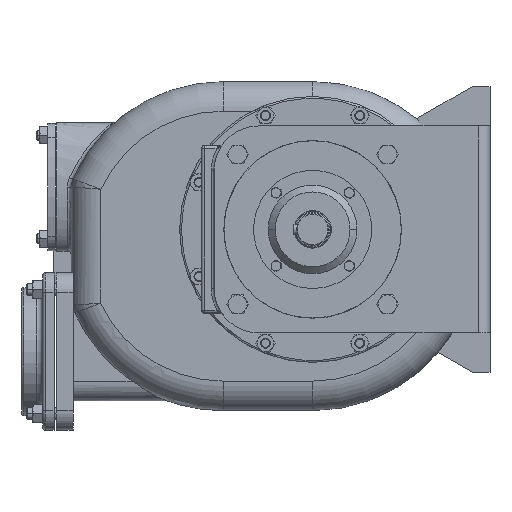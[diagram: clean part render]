
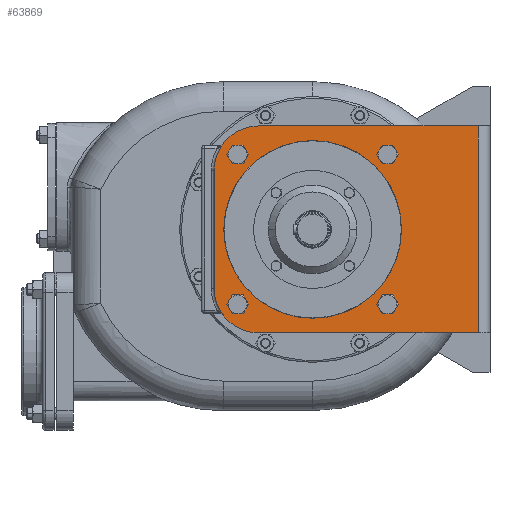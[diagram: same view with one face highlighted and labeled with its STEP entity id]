
A CAD part, left-side view. The second image highlights one B-rep face of the part: STEP entity #63869.
In plain terms, the highlighted planar face has unit normal (-1, 0, 0).
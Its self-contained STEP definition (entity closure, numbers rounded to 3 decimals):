
#20558=DIRECTION('',(0.,0.,1.));
#20559=VECTOR('',#20558,210.);
#20560=CARTESIAN_POINT('',(-419.5,12.,-105.));
#20561=LINE('',#20560,#20559);
#20737=CARTESIAN_POINT('',(-419.5,235.,-60.));
#20738=DIRECTION('',(1.,0.,0.));
#20739=DIRECTION('',(0.,0.,-1.));
#20740=AXIS2_PLACEMENT_3D('',#20737,#20738,#20739);
#20742=DIRECTION('',(0.,0.,1.));
#20743=VECTOR('',#20742,120.);
#20744=CARTESIAN_POINT('',(-419.5,280.,-60.));
#20745=LINE('',#20744,#20743);
#20746=CARTESIAN_POINT('',(-419.5,235.,60.));
#20747=DIRECTION('',(1.,0.,0.));
#20748=DIRECTION('',(0.,1.,0.));
#20749=AXIS2_PLACEMENT_3D('',#20746,#20747,#20748);
#20751=DIRECTION('',(0.,-1.,0.));
#20752=VECTOR('',#20751,223.);
#20753=CARTESIAN_POINT('',(-419.5,235.,105.));
#20754=LINE('',#20753,#20752);
#20755=DIRECTION('',(0.,1.,0.));
#20756=VECTOR('',#20755,223.);
#20757=CARTESIAN_POINT('',(-419.5,12.,-105.));
#20758=LINE('',#20757,#20756);
#20759=CARTESIAN_POINT('',(-419.5,180.,0.));
#20760=DIRECTION('',(-1.,0.,0.));
#20761=DIRECTION('',(0.,-1.,0.));
#20762=AXIS2_PLACEMENT_3D('',#20759,#20760,#20761);
#20764=CARTESIAN_POINT('',(-419.5,180.,0.));
#20765=DIRECTION('',(-1.,0.,0.));
#20766=DIRECTION('',(0.,1.,0.));
#20767=AXIS2_PLACEMENT_3D('',#20764,#20765,#20766);
#20769=CARTESIAN_POINT('',(-419.5,256.014,76.014));
#20770=DIRECTION('',(1.,0.,0.));
#20771=DIRECTION('',(0.,0.,-1.));
#20772=AXIS2_PLACEMENT_3D('',#20769,#20770,#20771);
#20774=CARTESIAN_POINT('',(-419.5,256.014,76.014));
#20775=DIRECTION('',(1.,0.,0.));
#20776=DIRECTION('',(0.,0.,1.));
#20777=AXIS2_PLACEMENT_3D('',#20774,#20775,#20776);
#20779=CARTESIAN_POINT('',(-419.5,256.014,-76.014));
#20780=DIRECTION('',(1.,0.,0.));
#20781=DIRECTION('',(0.,0.,-1.));
#20782=AXIS2_PLACEMENT_3D('',#20779,#20780,#20781);
#20784=CARTESIAN_POINT('',(-419.5,256.014,-76.014));
#20785=DIRECTION('',(1.,0.,0.));
#20786=DIRECTION('',(0.,0.,1.));
#20787=AXIS2_PLACEMENT_3D('',#20784,#20785,#20786);
#20789=CARTESIAN_POINT('',(-419.5,103.986,-76.014));
#20790=DIRECTION('',(1.,0.,0.));
#20791=DIRECTION('',(0.,0.,-1.));
#20792=AXIS2_PLACEMENT_3D('',#20789,#20790,#20791);
#20794=CARTESIAN_POINT('',(-419.5,103.986,-76.014));
#20795=DIRECTION('',(1.,0.,0.));
#20796=DIRECTION('',(0.,0.,1.));
#20797=AXIS2_PLACEMENT_3D('',#20794,#20795,#20796);
#20799=CARTESIAN_POINT('',(-419.5,103.986,76.014));
#20800=DIRECTION('',(1.,0.,0.));
#20801=DIRECTION('',(0.,0.,-1.));
#20802=AXIS2_PLACEMENT_3D('',#20799,#20800,#20801);
#20804=CARTESIAN_POINT('',(-419.5,103.986,76.014));
#20805=DIRECTION('',(1.,0.,0.));
#20806=DIRECTION('',(0.,0.,1.));
#20807=AXIS2_PLACEMENT_3D('',#20804,#20805,#20806);
#43705=CARTESIAN_POINT('',(-419.5,235.,-105.));
#43707=VERTEX_POINT('',#43705);
#43708=CARTESIAN_POINT('',(-419.5,89.8,0.));
#43709=CARTESIAN_POINT('',(-419.5,270.2,0.));
#43710=VERTEX_POINT('',#43708);
#43711=VERTEX_POINT('',#43709);
#43716=CARTESIAN_POINT('',(-419.5,12.,-105.));
#43717=VERTEX_POINT('',#43716);
#43718=CARTESIAN_POINT('',(-419.5,12.,105.));
#43719=VERTEX_POINT('',#43718);
#43720=CARTESIAN_POINT('',(-419.5,235.,105.));
#43721=VERTEX_POINT('',#43720);
#43764=CARTESIAN_POINT('',(-419.5,280.,-60.));
#43765=VERTEX_POINT('',#43764);
#43766=CARTESIAN_POINT('',(-419.5,280.,60.));
#43767=VERTEX_POINT('',#43766);
#44190=CARTESIAN_POINT('',(-419.5,256.014,67.014));
#44191=CARTESIAN_POINT('',(-419.5,256.014,85.014));
#44192=VERTEX_POINT('',#44190);
#44193=VERTEX_POINT('',#44191);
#44236=CARTESIAN_POINT('',(-419.5,256.014,-85.014));
#44237=CARTESIAN_POINT('',(-419.5,256.014,-67.014));
#44238=VERTEX_POINT('',#44236);
#44239=VERTEX_POINT('',#44237);
#44282=CARTESIAN_POINT('',(-419.5,103.986,-85.014));
#44283=CARTESIAN_POINT('',(-419.5,103.986,-67.014));
#44284=VERTEX_POINT('',#44282);
#44285=VERTEX_POINT('',#44283);
#44328=CARTESIAN_POINT('',(-419.5,103.986,67.014));
#44329=CARTESIAN_POINT('',(-419.5,103.986,85.014));
#44330=VERTEX_POINT('',#44328);
#44331=VERTEX_POINT('',#44329);
#63826=CARTESIAN_POINT('',(-419.5,180.,0.));
#63827=DIRECTION('',(1.,0.,0.));
#63828=DIRECTION('',(0.,0.,-1.));
#63829=AXIS2_PLACEMENT_3D('',#63826,#63827,#63828);
#63830=PLANE('',#63829);
#63831=ORIENTED_EDGE('',*,*,#63820,.T.);
#63832=ORIENTED_EDGE('',*,*,#63562,.T.);
#63833=ORIENTED_EDGE('',*,*,#63579,.T.);
#63834=ORIENTED_EDGE('',*,*,#63593,.T.);
#63835=ORIENTED_EDGE('',*,*,#63623,.F.);
#63836=ORIENTED_EDGE('',*,*,#63807,.T.);
#63837=EDGE_LOOP('',(#63831,#63832,#63833,#63834,#63835,#63836));
#63838=FACE_OUTER_BOUND('',#63837,.F.);
#63840=ORIENTED_EDGE('',*,*,#63839,.T.);
#63842=ORIENTED_EDGE('',*,*,#63841,.T.);
#63843=EDGE_LOOP('',(#63840,#63842));
#63844=FACE_BOUND('',#63843,.F.);
#63846=ORIENTED_EDGE('',*,*,#63845,.F.);
#63848=ORIENTED_EDGE('',*,*,#63847,.F.);
#63849=EDGE_LOOP('',(#63846,#63848));
#63850=FACE_BOUND('',#63849,.F.);
#63852=ORIENTED_EDGE('',*,*,#63851,.F.);
#63854=ORIENTED_EDGE('',*,*,#63853,.F.);
#63855=EDGE_LOOP('',(#63852,#63854));
#63856=FACE_BOUND('',#63855,.F.);
#63858=ORIENTED_EDGE('',*,*,#63857,.F.);
#63860=ORIENTED_EDGE('',*,*,#63859,.F.);
#63861=EDGE_LOOP('',(#63858,#63860));
#63862=FACE_BOUND('',#63861,.F.);
#63864=ORIENTED_EDGE('',*,*,#63863,.F.);
#63866=ORIENTED_EDGE('',*,*,#63865,.F.);
#63867=EDGE_LOOP('',(#63864,#63866));
#63868=FACE_BOUND('',#63867,.F.);
#63869=ADVANCED_FACE('',(#63838,#63844,#63850,#63856,#63862,#63868),#63830,.F.);
#20741=CIRCLE('',#20740,45.);
#20750=CIRCLE('',#20749,45.);
#20763=CIRCLE('',#20762,90.2);
#20768=CIRCLE('',#20767,90.2);
#20773=CIRCLE('',#20772,9.);
#20778=CIRCLE('',#20777,9.);
#20783=CIRCLE('',#20782,9.);
#20788=CIRCLE('',#20787,9.);
#20793=CIRCLE('',#20792,9.);
#20798=CIRCLE('',#20797,9.);
#20803=CIRCLE('',#20802,9.);
#20808=CIRCLE('',#20807,9.);
#63562=EDGE_CURVE('',#43765,#43767,#20745,.T.);
#63579=EDGE_CURVE('',#43767,#43721,#20750,.T.);
#63593=EDGE_CURVE('',#43721,#43719,#20754,.T.);
#63623=EDGE_CURVE('',#43717,#43719,#20561,.T.);
#63807=EDGE_CURVE('',#43717,#43707,#20758,.T.);
#63820=EDGE_CURVE('',#43707,#43765,#20741,.T.);
#63839=EDGE_CURVE('',#43710,#43711,#20763,.T.);
#63841=EDGE_CURVE('',#43711,#43710,#20768,.T.);
#63845=EDGE_CURVE('',#44192,#44193,#20773,.T.);
#63847=EDGE_CURVE('',#44193,#44192,#20778,.T.);
#63851=EDGE_CURVE('',#44238,#44239,#20783,.T.);
#63853=EDGE_CURVE('',#44239,#44238,#20788,.T.);
#63857=EDGE_CURVE('',#44284,#44285,#20793,.T.);
#63859=EDGE_CURVE('',#44285,#44284,#20798,.T.);
#63863=EDGE_CURVE('',#44330,#44331,#20803,.T.);
#63865=EDGE_CURVE('',#44331,#44330,#20808,.T.);
